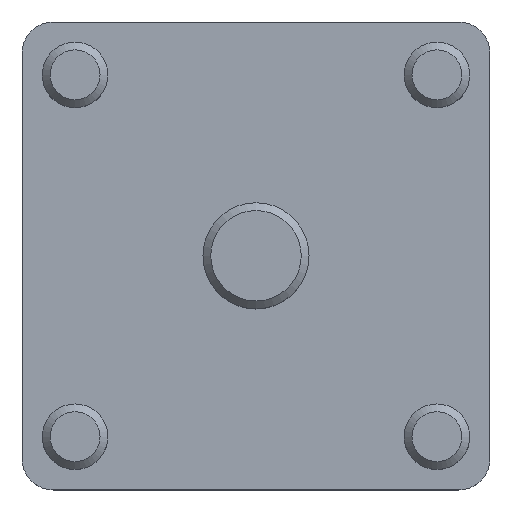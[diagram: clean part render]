
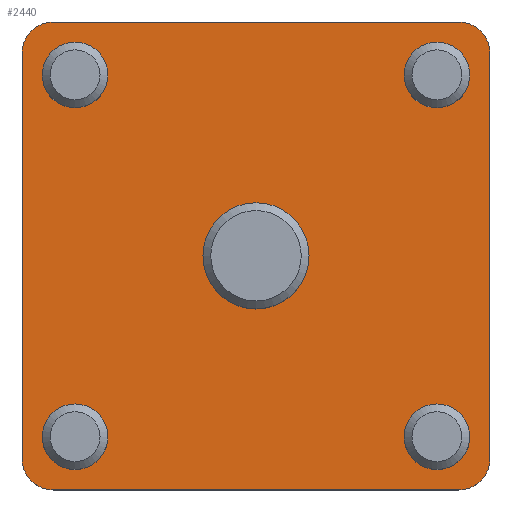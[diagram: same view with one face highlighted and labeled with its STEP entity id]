
A CAD part, top view. The second image highlights one B-rep face of the part: STEP entity #2440.
In plain terms, the highlighted planar face has unit normal (0, 0, 1).
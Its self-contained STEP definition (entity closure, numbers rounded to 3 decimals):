
#236=FACE_BOUND('',#501,.T.);
#237=FACE_BOUND('',#502,.T.);
#238=FACE_BOUND('',#503,.T.);
#239=FACE_BOUND('',#504,.T.);
#240=FACE_BOUND('',#505,.T.);
#260=PLANE('',#2665);
#330=FACE_OUTER_BOUND('',#500,.T.);
#500=EDGE_LOOP('',(#1724,#1725,#1726,#1727,#1728,#1729,#1730,#1731));
#501=EDGE_LOOP('',(#1732));
#502=EDGE_LOOP('',(#1733));
#503=EDGE_LOOP('',(#1734));
#504=EDGE_LOOP('',(#1735));
#505=EDGE_LOOP('',(#1736));
#689=LINE('',#3466,#819);
#693=LINE('',#3478,#823);
#697=LINE('',#3490,#827);
#700=LINE('',#3499,#830);
#819=VECTOR('',#2922,1000.);
#823=VECTOR('',#2934,1000.);
#827=VECTOR('',#2946,1000.);
#830=VECTOR('',#2957,1000.);
#945=CIRCLE('',#2640,2.1);
#946=CIRCLE('',#2642,2.1);
#947=CIRCLE('',#2644,2.1);
#948=CIRCLE('',#2646,2.1);
#949=CIRCLE('',#2648,3.4);
#951=CIRCLE('',#2651,2.);
#953=CIRCLE('',#2655,2.);
#955=CIRCLE('',#2659,2.);
#957=CIRCLE('',#2663,2.);
#1058=VERTEX_POINT('',#3433);
#1059=VERTEX_POINT('',#3437);
#1060=VERTEX_POINT('',#3441);
#1061=VERTEX_POINT('',#3445);
#1062=VERTEX_POINT('',#3449);
#1063=VERTEX_POINT('',#3453);
#1066=VERTEX_POINT('',#3458);
#1068=VERTEX_POINT('',#3464);
#1070=VERTEX_POINT('',#3470);
#1072=VERTEX_POINT('',#3476);
#1074=VERTEX_POINT('',#3482);
#1076=VERTEX_POINT('',#3488);
#1078=VERTEX_POINT('',#3494);
#1302=EDGE_CURVE('',#1058,#1058,#945,.T.);
#1304=EDGE_CURVE('',#1059,#1059,#946,.T.);
#1306=EDGE_CURVE('',#1060,#1060,#947,.T.);
#1308=EDGE_CURVE('',#1061,#1061,#948,.T.);
#1310=EDGE_CURVE('',#1062,#1062,#949,.T.);
#1315=EDGE_CURVE('',#1063,#1066,#951,.T.);
#1318=EDGE_CURVE('',#1066,#1068,#689,.T.);
#1321=EDGE_CURVE('',#1068,#1070,#953,.T.);
#1324=EDGE_CURVE('',#1070,#1072,#693,.T.);
#1327=EDGE_CURVE('',#1072,#1074,#955,.T.);
#1330=EDGE_CURVE('',#1074,#1076,#697,.T.);
#1333=EDGE_CURVE('',#1076,#1078,#957,.T.);
#1335=EDGE_CURVE('',#1078,#1063,#700,.T.);
#1724=ORIENTED_EDGE('',*,*,#1315,.T.);
#1725=ORIENTED_EDGE('',*,*,#1318,.T.);
#1726=ORIENTED_EDGE('',*,*,#1321,.T.);
#1727=ORIENTED_EDGE('',*,*,#1324,.T.);
#1728=ORIENTED_EDGE('',*,*,#1327,.T.);
#1729=ORIENTED_EDGE('',*,*,#1330,.T.);
#1730=ORIENTED_EDGE('',*,*,#1333,.T.);
#1731=ORIENTED_EDGE('',*,*,#1335,.T.);
#1732=ORIENTED_EDGE('',*,*,#1302,.F.);
#1733=ORIENTED_EDGE('',*,*,#1304,.F.);
#1734=ORIENTED_EDGE('',*,*,#1306,.F.);
#1735=ORIENTED_EDGE('',*,*,#1308,.F.);
#1736=ORIENTED_EDGE('',*,*,#1310,.F.);
#2440=ADVANCED_FACE('',(#330,#236,#237,#238,#239,#240),#260,.T.);
#2640=AXIS2_PLACEMENT_3D('',#3434,#2887,#2888);
#2642=AXIS2_PLACEMENT_3D('',#3438,#2892,#2893);
#2644=AXIS2_PLACEMENT_3D('',#3442,#2897,#2898);
#2646=AXIS2_PLACEMENT_3D('',#3446,#2902,#2903);
#2648=AXIS2_PLACEMENT_3D('',#3450,#2907,#2908);
#2651=AXIS2_PLACEMENT_3D('',#3460,#2916,#2917);
#2655=AXIS2_PLACEMENT_3D('',#3472,#2928,#2929);
#2659=AXIS2_PLACEMENT_3D('',#3484,#2940,#2941);
#2663=AXIS2_PLACEMENT_3D('',#3496,#2952,#2953);
#2665=AXIS2_PLACEMENT_3D('',#3500,#2958,#2959);
#2887=DIRECTION('center_axis',(0.,0.,1.));
#2888=DIRECTION('ref_axis',(1.,0.,0.));
#2892=DIRECTION('center_axis',(0.,0.,1.));
#2893=DIRECTION('ref_axis',(1.,0.,0.));
#2897=DIRECTION('center_axis',(0.,0.,1.));
#2898=DIRECTION('ref_axis',(1.,0.,0.));
#2902=DIRECTION('center_axis',(0.,0.,1.));
#2903=DIRECTION('ref_axis',(1.,0.,0.));
#2907=DIRECTION('center_axis',(0.,0.,1.));
#2908=DIRECTION('ref_axis',(1.,0.,0.));
#2916=DIRECTION('center_axis',(0.,0.,1.));
#2917=DIRECTION('ref_axis',(1.,0.,0.));
#2922=DIRECTION('',(0.,-1.,0.));
#2928=DIRECTION('center_axis',(0.,0.,1.));
#2929=DIRECTION('ref_axis',(1.,0.,0.));
#2934=DIRECTION('',(1.,0.,0.));
#2940=DIRECTION('center_axis',(0.,0.,1.));
#2941=DIRECTION('ref_axis',(1.,0.,0.));
#2946=DIRECTION('',(0.,1.,0.));
#2952=DIRECTION('center_axis',(0.,0.,1.));
#2953=DIRECTION('ref_axis',(1.,0.,0.));
#2957=DIRECTION('',(-1.,0.,0.));
#2958=DIRECTION('center_axis',(0.,0.,1.));
#2959=DIRECTION('ref_axis',(1.,0.,0.));
#3433=CARTESIAN_POINT('',(-9.978,11.546,3.));
#3434=CARTESIAN_POINT('Origin',(-12.078,11.546,3.));
#3437=CARTESIAN_POINT('',(13.222,11.546,3.));
#3438=CARTESIAN_POINT('Origin',(11.122,11.546,3.));
#3441=CARTESIAN_POINT('',(13.222,-11.654,3.));
#3442=CARTESIAN_POINT('Origin',(11.122,-11.654,3.));
#3445=CARTESIAN_POINT('',(-9.978,-11.654,3.));
#3446=CARTESIAN_POINT('Origin',(-12.078,-11.654,3.));
#3449=CARTESIAN_POINT('',(2.922,-0.054,3.));
#3450=CARTESIAN_POINT('Origin',(-0.478,-0.054,
3.));
#3453=CARTESIAN_POINT('',(-13.478,14.946,3.));
#3458=CARTESIAN_POINT('',(-15.478,12.946,3.));
#3460=CARTESIAN_POINT('Origin',(-13.478,12.946,3.));
#3464=CARTESIAN_POINT('',(-15.478,-13.054,3.));
#3466=CARTESIAN_POINT('',(-15.478,12.946,3.));
#3470=CARTESIAN_POINT('',(-13.478,-15.054,3.));
#3472=CARTESIAN_POINT('Origin',(-13.478,-13.054,3.));
#3476=CARTESIAN_POINT('',(12.522,-15.054,3.));
#3478=CARTESIAN_POINT('',(-13.478,-15.054,3.));
#3482=CARTESIAN_POINT('',(14.522,-13.054,3.));
#3484=CARTESIAN_POINT('Origin',(12.522,-13.054,3.));
#3488=CARTESIAN_POINT('',(14.522,12.946,3.));
#3490=CARTESIAN_POINT('',(14.522,-13.054,3.));
#3494=CARTESIAN_POINT('',(12.522,14.946,3.));
#3496=CARTESIAN_POINT('Origin',(12.522,12.946,3.));
#3499=CARTESIAN_POINT('',(12.522,14.946,3.));
#3500=CARTESIAN_POINT('Origin',(-13.478,12.946,3.));
